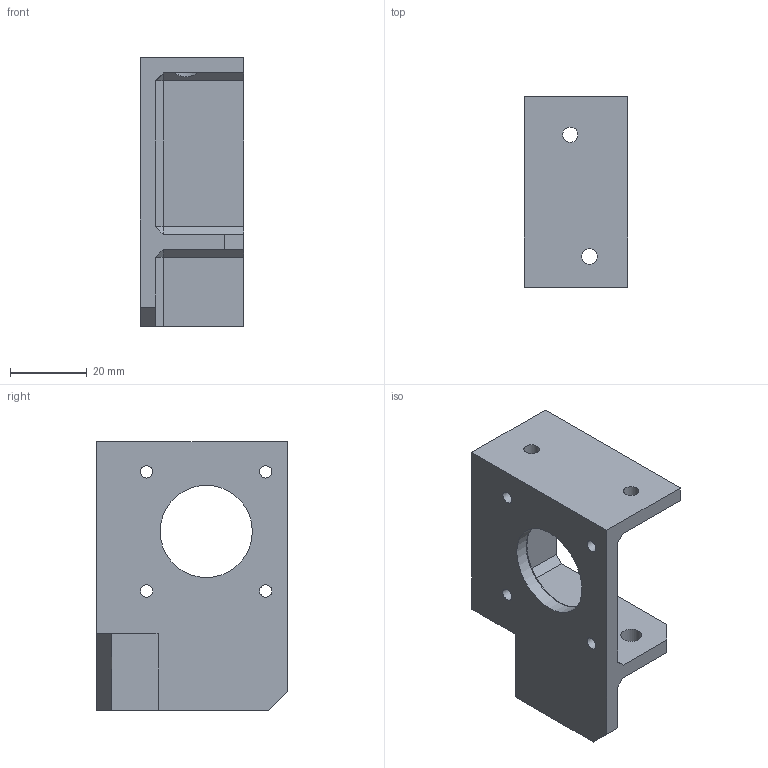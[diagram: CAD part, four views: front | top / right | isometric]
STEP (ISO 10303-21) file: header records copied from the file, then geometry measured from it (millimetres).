
FILE_DESCRIPTION(/* description */ (''),/* implementation_level */ '2;1');
FILE_NAME(/* name */ 'V06-03-03-01-01 - Y axis motor mount (dual).step',/* time_stamp */ '2021-12-24T14:48:10+02:00',/* author */ (''),/* organization */ (''),/* preprocessor_version */ 'ST-DEVELOPER v18.1',/* originating_system */ 'Autodesk Translation Framework v10.10.0.1391',/* authorisation */ '');
FILE_SCHEMA (('AUTOMOTIVE_DESIGN { 1 0 10303 214 3 1 1 }'));
Length unit declared in the file: millimetre
Products named in the file (1): V06-03-03-01-01 - Y axis motor mount (dual)
Bounding box: 27 x 49.7 x 70 mm (x, y, z)
Volume: 28009 mm3; surface area: 15213 mm2
Topology: 1 solids, 1 shells, 52 faces, 130 edges, 83 vertices
Faces by surface type: plane 36, cylinder 15, torus 1
Full cylindrical faces by diameter (mm): 3.2 x4, 4 x2, 4.2 x1, 5.5 x2, 6.5 x4, 24 x1
Entity records: 1612 total; most frequent: DIRECTION 273, CARTESIAN_POINT 266, ORIENTED_EDGE 260, EDGE_CURVE 130, LINE 93, VECTOR 93, AXIS2_PLACEMENT_3D 90, VERTEX_POINT 83
